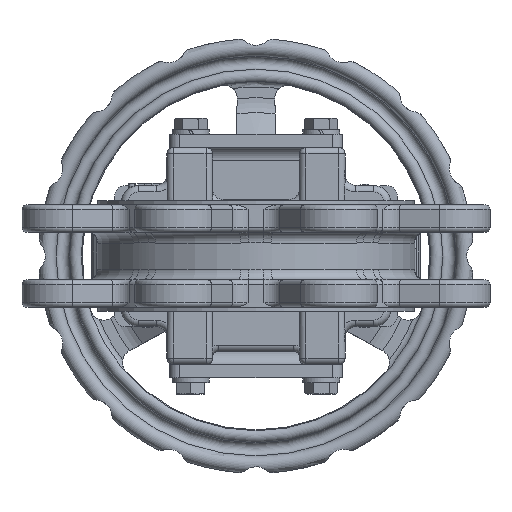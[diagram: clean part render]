
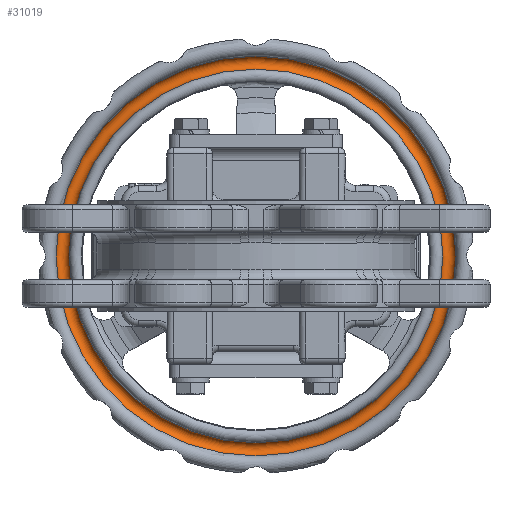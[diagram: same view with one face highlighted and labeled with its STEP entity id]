
A CAD part, left-side view. The second image highlights one B-rep face of the part: STEP entity #31019.
In plain terms, the highlighted toroidal (fillet/blend) face has major radius 89 mm and minor radius 3 mm.
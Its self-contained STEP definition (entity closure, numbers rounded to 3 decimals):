
#560=TOROIDAL_SURFACE('',#33792,89.,3.);
#5222=CIRCLE('',#33791,86.);
#5223=CIRCLE('',#33793,92.);
#11116=ORIENTED_EDGE('',*,*,#15066,.F.);
#11117=ORIENTED_EDGE('',*,*,#15065,.T.);
#15065=EDGE_CURVE('',#17380,#17380,#5222,.T.);
#15066=EDGE_CURVE('',#17381,#17381,#5223,.T.);
#17380=VERTEX_POINT('',#52702);
#17381=VERTEX_POINT('',#52705);
#19642=EDGE_LOOP('',(#11116));
#19643=EDGE_LOOP('',(#11117));
#21434=FACE_BOUND('',#19642,.T.);
#21435=FACE_BOUND('',#19643,.T.);
#31019=ADVANCED_FACE('',(#21434,#21435),#560,.F.);
#33791=AXIS2_PLACEMENT_3D('',#52701,#40220,#40221);
#33792=AXIS2_PLACEMENT_3D('',#52703,#40222,#40223);
#33793=AXIS2_PLACEMENT_3D('',#52704,#40224,#40225);
#40220=DIRECTION('',(1.,0.,0.));
#40221=DIRECTION('',(0.,0.,-1.));
#40222=DIRECTION('',(1.,0.,0.));
#40223=DIRECTION('',(0.,0.,-1.));
#40224=DIRECTION('',(1.,0.,0.));
#40225=DIRECTION('',(0.,0.,-1.));
#52701=CARTESIAN_POINT('',(32.,0.,0.));
#52702=CARTESIAN_POINT('',(32.,0.,-86.));
#52703=CARTESIAN_POINT('',(32.,0.,0.));
#52704=CARTESIAN_POINT('',(32.,0.,0.));
#52705=CARTESIAN_POINT('',(32.,0.,-92.));
